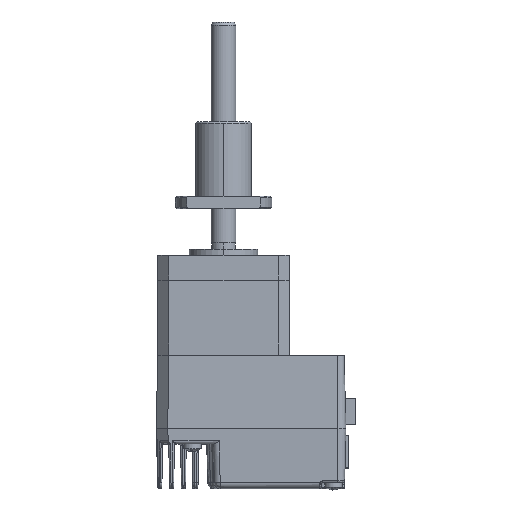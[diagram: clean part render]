
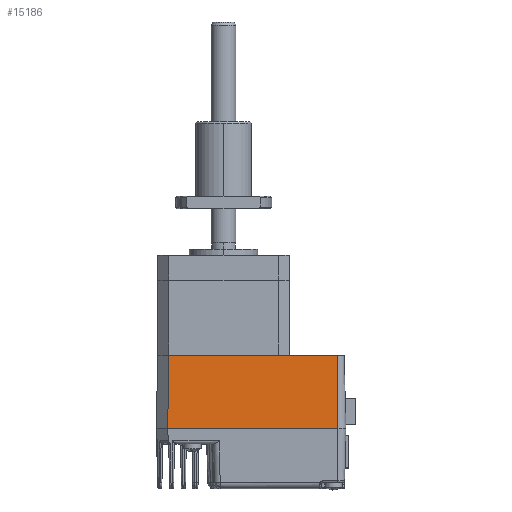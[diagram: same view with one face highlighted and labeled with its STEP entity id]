
A CAD part, top view. The second image highlights one B-rep face of the part: STEP entity #15186.
In plain terms, the highlighted planar face has unit normal (0, 0.026, 1).
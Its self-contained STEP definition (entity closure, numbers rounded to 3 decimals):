
#105 = DIRECTION ( 'NONE',  ( -0.011, -1., 0.026 ) ) ;
#732 = VERTEX_POINT ( 'NONE', #6894 ) ;
#809 = VECTOR ( 'NONE', #13261, 1000. ) ;
#1544 = ORIENTED_EDGE ( 'NONE', *, *, #9855, .T. ) ;
#2169 = EDGE_CURVE ( 'NONE', #16184, #7349, #2886, .T. ) ;
#2292 = EDGE_LOOP ( 'NONE', ( #10237, #9778, #1544, #7922 ) ) ;
#2886 = LINE ( 'NONE', #8560, #13506 ) ;
#3037 = CARTESIAN_POINT ( 'NONE',  ( -14.081, -50.908, 75.65 ) ) ;
#3860 = EDGE_CURVE ( 'NONE', #732, #16184, #5059, .T. ) ;
#4437 = CARTESIAN_POINT ( 'NONE',  ( -14.336, -74.408, 76.265 ) ) ;
#4968 = CARTESIAN_POINT ( 'NONE',  ( -14.081, -74.408, 76.265 ) ) ;
#5059 = LINE ( 'NONE', #13395, #809 ) ;
#5209 = FACE_OUTER_BOUND ( 'NONE', #2292, .T. ) ;
#6027 = LINE ( 'NONE', #13987, #10777 ) ;
#6143 = PLANE ( 'NONE',  #7047 ) ;
#6894 = CARTESIAN_POINT ( 'NONE',  ( 40.319, -74.408, 76.265 ) ) ;
#7047 = AXIS2_PLACEMENT_3D ( 'NONE', #13564, #9232, #17845 ) ;
#7050 = DIRECTION ( 'NONE',  ( -1., 0., 0. ) ) ;
#7349 = VERTEX_POINT ( 'NONE', #3037 ) ;
#7922 = ORIENTED_EDGE ( 'NONE', *, *, #3860, .T. ) ;
#8560 = CARTESIAN_POINT ( 'NONE',  ( -14.081, -50.908, 75.65 ) ) ;
#9232 = DIRECTION ( 'NONE',  ( 0., 0.026, 1. ) ) ;
#9778 = ORIENTED_EDGE ( 'NONE', *, *, #13446, .T. ) ;
#9855 = EDGE_CURVE ( 'NONE', #17550, #732, #15915, .T. ) ;
#10237 = ORIENTED_EDGE ( 'NONE', *, *, #2169, .T. ) ;
#10777 = VECTOR ( 'NONE', #105, 1000. ) ;
#13261 = DIRECTION ( 'NONE',  ( 0., 1., -0.026 ) ) ;
#13395 = CARTESIAN_POINT ( 'NONE',  ( 40.319, -50.908, 75.65 ) ) ;
#13446 = EDGE_CURVE ( 'NONE', #7349, #17550, #6027, .T. ) ;
#13506 = VECTOR ( 'NONE', #7050, 1000. ) ;
#13564 = CARTESIAN_POINT ( 'NONE',  ( -14.081, -50.908, 75.65 ) ) ;
#13987 = CARTESIAN_POINT ( 'NONE',  ( -14.081, -50.908, 75.65 ) ) ;
#15182 = DIRECTION ( 'NONE',  ( 1., 0., 0. ) ) ;
#15186 = ADVANCED_FACE ( 'NONE', ( #5209 ), #6143, .T. ) ;
#15915 = LINE ( 'NONE', #4968, #17979 ) ;
#15989 = CARTESIAN_POINT ( 'NONE',  ( 40.319, -50.908, 75.65 ) ) ;
#16184 = VERTEX_POINT ( 'NONE', #15989 ) ;
#17550 = VERTEX_POINT ( 'NONE', #4437 ) ;
#17845 = DIRECTION ( 'NONE',  ( 0., -1., 0.026 ) ) ;
#17979 = VECTOR ( 'NONE', #15182, 1000. ) ;
